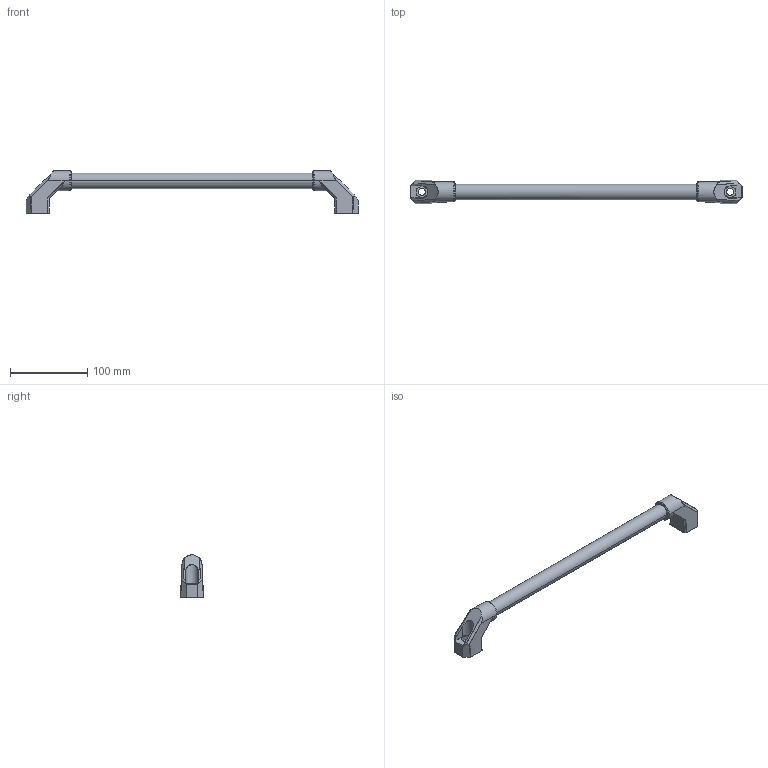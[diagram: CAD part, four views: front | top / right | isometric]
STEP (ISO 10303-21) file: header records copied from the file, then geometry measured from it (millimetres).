
FILE_DESCRIPTION(('CATIA V5 STEP Exchange'),'2;1');
FILE_NAME('215UKK400.stp','2017-12-29T07:57:31+00:00',('none'),('none'),'CATIA Version 5 Release 21 GA (IN-10)','CATIA V5 STEP AP203','none');
FILE_SCHEMA(('CONFIG_CONTROL_DESIGN'));
Length unit declared in the file: millimetre
Products named in the file (1): 215UKK400
Bounding box: 431 x 30 x 55 mm (x, y, z)
Volume: 81759.2 mm3; surface area: 67677 mm2
Topology: 3 solids, 3 shells, 333 faces, 794 edges, 448 vertices
Faces by surface type: cylinder 110, plane 103, bspline 76, torus 20, sphere 20, cone 4
Entity records: 13605 total; most frequent: CARTESIAN_POINT 7115, ORIENTED_EDGE 1540, DIRECTION 906, EDGE_CURVE 770, VERTEX_POINT 448, AXIS2_PLACEMENT_3D 384, EDGE_LOOP 344, ADVANCED_FACE 333
